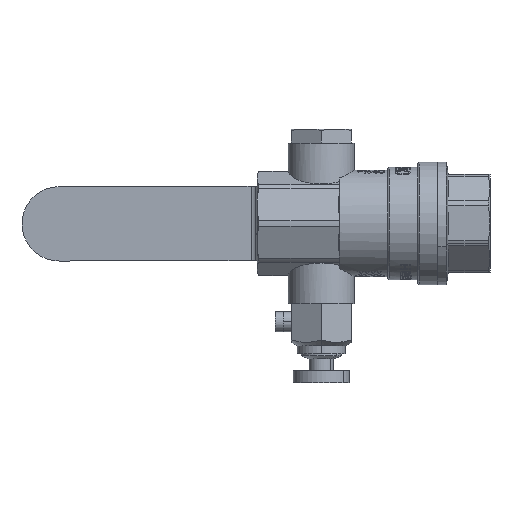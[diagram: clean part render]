
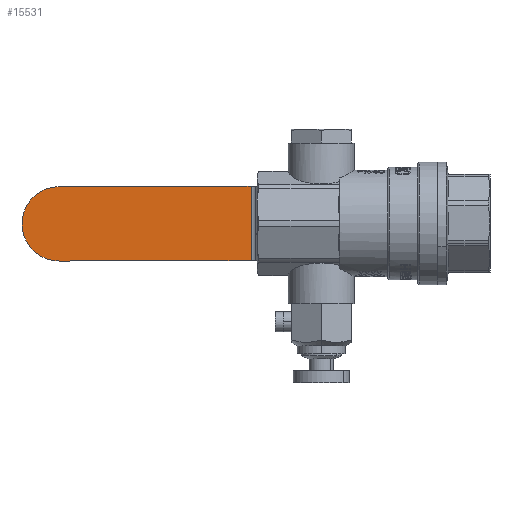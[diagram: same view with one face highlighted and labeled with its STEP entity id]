
A CAD part, front view. The second image highlights one B-rep face of the part: STEP entity #15531.
In plain terms, the highlighted planar face has unit normal (0, -1, 0).
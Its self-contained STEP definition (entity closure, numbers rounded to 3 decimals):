
#3054 = VERTEX_POINT ( 'NONE', #8016 ) ;
#5657 = CARTESIAN_POINT ( 'NONE',  ( 32.985, 12.99, 9.26 ) ) ;
#8016 = CARTESIAN_POINT ( 'NONE',  ( 32.985, 12.99, -9.26 ) ) ;
#8776 = CARTESIAN_POINT ( 'NONE',  ( 32.985, 12.99, 50. ) ) ;
#9347 = DIRECTION ( 'NONE',  ( 0., 0., -1. ) ) ;
#10519 = VECTOR ( 'NONE', #13212, 1000. ) ;
#10739 = EDGE_CURVE ( 'NONE', #24379, #3054, #42655, .T. ) ;
#12969 = ORIENTED_EDGE ( 'NONE', *, *, #50837, .F. ) ;
#13166 = FACE_OUTER_BOUND ( 'NONE', #27400, .T. ) ;
#13212 = DIRECTION ( 'NONE',  ( 1., 0., 0. ) ) ;
#15462 = ORIENTED_EDGE ( 'NONE', *, *, #41935, .F. ) ;
#15531 = ADVANCED_FACE ( 'NONE', ( #13166 ), #54084, .F. ) ;
#21195 = DIRECTION ( 'NONE',  ( 0., 1., 0. ) ) ;
#22983 = VERTEX_POINT ( 'NONE', #26199 ) ;
#24203 = ORIENTED_EDGE ( 'NONE', *, *, #10739, .T. ) ;
#24379 = VERTEX_POINT ( 'NONE', #5657 ) ;
#25255 = CARTESIAN_POINT ( 'NONE',  ( 30.5, 12.99, -9.26 ) ) ;
#26199 = CARTESIAN_POINT ( 'NONE',  ( 80.75, 12.99, -9.26 ) ) ;
#27091 = CARTESIAN_POINT ( 'NONE',  ( 30.5, 12.99, 50. ) ) ;
#27400 = EDGE_LOOP ( 'NONE', ( #12969, #15462, #39304, #24203 ) ) ;
#28358 = AXIS2_PLACEMENT_3D ( 'NONE', #48402, #21195, #52950 ) ;
#30013 = CARTESIAN_POINT ( 'NONE',  ( 80.75, 12.99, 9.26 ) ) ;
#31649 = DIRECTION ( 'NONE',  ( 0., 0., 1. ) ) ;
#32566 = AXIS2_PLACEMENT_3D ( 'NONE', #27091, #58885, #31649 ) ;
#33673 = VECTOR ( 'NONE', #57006, 1000. ) ;
#34619 = VERTEX_POINT ( 'NONE', #30013 ) ;
#39304 = ORIENTED_EDGE ( 'NONE', *, *, #54805, .F. ) ;
#40473 = CARTESIAN_POINT ( 'NONE',  ( 30.5, 12.99, 9.26 ) ) ;
#41935 = EDGE_CURVE ( 'NONE', #34619, #22983, #54559, .T. ) ;
#42655 = LINE ( 'NONE', #8776, #44102 ) ;
#44018 = LINE ( 'NONE', #40473, #10519 ) ;
#44102 = VECTOR ( 'NONE', #9347, 1000. ) ;
#44367 = LINE ( 'NONE', #25255, #33673 ) ;
#48402 = CARTESIAN_POINT ( 'NONE',  ( 80.75, 12.99, 0. ) ) ;
#50837 = EDGE_CURVE ( 'NONE', #22983, #3054, #44367, .T. ) ;
#52950 = DIRECTION ( 'NONE',  ( 0., 0., 1. ) ) ;
#54084 = PLANE ( 'NONE',  #32566 ) ;
#54559 = CIRCLE ( 'NONE', #28358, 9.26 ) ;
#54805 = EDGE_CURVE ( 'NONE', #24379, #34619, #44018, .T. ) ;
#57006 = DIRECTION ( 'NONE',  ( -1., 0., 0. ) ) ;
#58885 = DIRECTION ( 'NONE',  ( 0., 1., 0. ) ) ;
